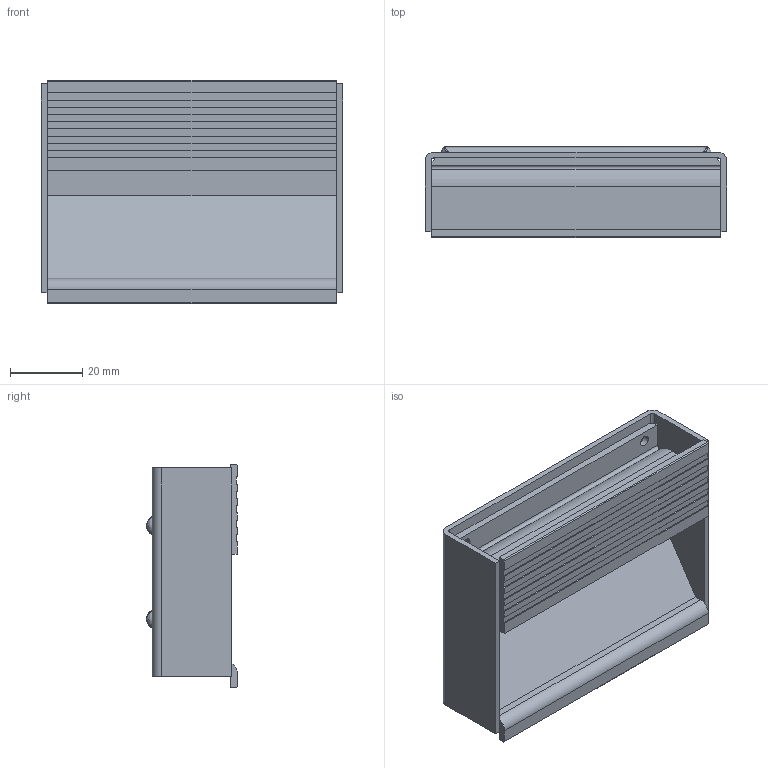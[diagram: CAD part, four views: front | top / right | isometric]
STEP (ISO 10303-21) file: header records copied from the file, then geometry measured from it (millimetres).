
FILE_DESCRIPTION((''),'2;1');
FILE_NAME('','2005-10-07T12:29:17',(''),(''),'','CADfix','');
FILE_SCHEMA(('AUTOMOTIVE_DESIGN'));
Length unit declared in the file: millimetre
Products named in the file (3): pull; bracket; THA_195_003_2914_36
Assembly tree (2 placements, depth 2):
  THA_195_003_2914_36
    pull
    bracket
Bounding box: 83.7 x 25.2 x 62 mm (x, y, z)
Volume: 33649.7 mm3; surface area: 36144.8 mm2
Topology: 2 solids, 2 shells, 115 faces, 355 edges, 234 vertices
Faces by surface type: bspline 115
Entity records: 4807 total; most frequent: CARTESIAN_POINT 2789, ORIENTED_EDGE 686, EDGE_CURVE 343, VERTEX_POINT 234, QUASI_UNIFORM_CURVE 215, EDGE_LOOP 133, FACE_OUTER_BOUND 115, ADVANCED_FACE 115
